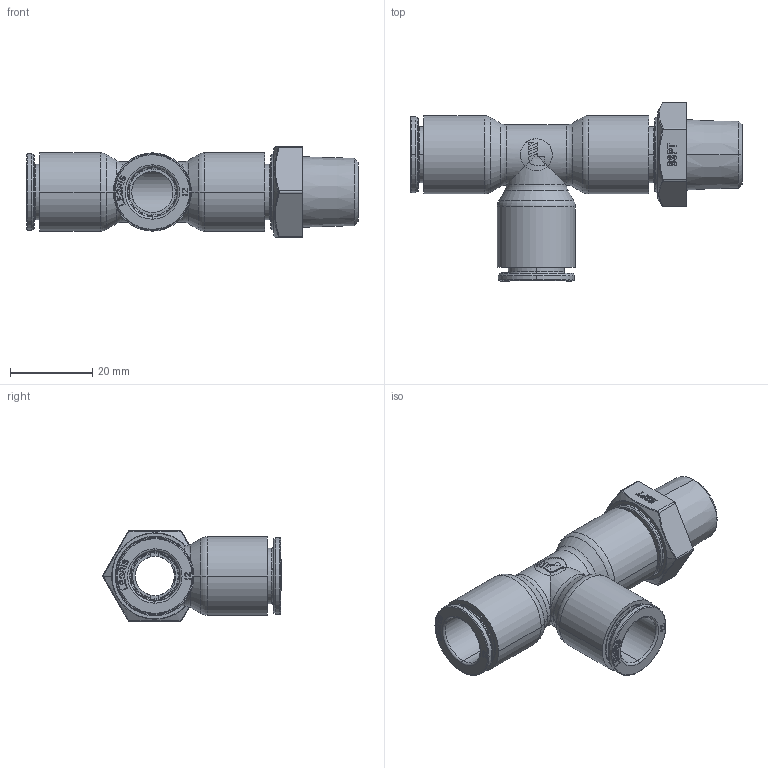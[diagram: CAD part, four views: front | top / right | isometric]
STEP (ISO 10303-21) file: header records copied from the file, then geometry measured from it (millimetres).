
FILE_DESCRIPTION(('STEP AP214'),'1');
FILE_NAME('6873_12_17.stp','2016-07-07T14:46:26',('TraceParts'),('TraceParts S.A.'),'Spatial InterOp 3D',' ',' ');
FILE_SCHEMA(('automotive_design'));
Length unit declared in the file: millimetre
Products named in the file (17): 6873 12 17|44112-19_ASM_1762#44112-19_ASM|44112-21_ASM_1760#44112-21_ASM|44112-32_1757#44112-32;Solide1; 6873 12 17|44112-19_ASM_1762#44112-19_ASM|44112-21_ASM_1760#44112-21_ASM|44112-30_1758#44112-30;Solide1; 6873 12 17|44112-19_ASM_1762#44112-19_ASM|44112-21_ASM_1760#44112-21_ASM|44112_1759#44112;Solide1; 6873 12 17|44112-19_ASM_1762#44112-19_ASM|44112-40_1761#44112-40;Solide1; 6873 12 17|44112-19_ASM_1764#44112-19_ASM|44112-21_ASM_1760#44112-21_ASM|44112-32_1757#44112-32;Solide1; 6873 12 17|44112-19_ASM_1764#44112-19_ASM|44112-21_ASM_1760#44112-21_ASM|44112-30_1758#44112-30;Solide1; 6873 12 17|44112-19_ASM_1764#44112-19_ASM|44112-21_ASM_1760#44112-21_ASM|44112_1759#44112;Solide1; 6873 12 17|44112-19_ASM_1764#44112-19_ASM|44112-40_1761#44112-40;Solide1; 6873 12 17|44112-19_ASM_1766#44112-19_ASM|44112-21_ASM_1760#44112-21_ASM|44112-32_1757#44112-32;Solide1; 6873 12 17|44112-19_ASM_1766#44112-19_ASM|44112-21_ASM_1760#44112-21_ASM|44112-30_1758#44112-30;Solide1; 6873 12 17|44112-19_ASM_1766#44112-19_ASM|44112-21_ASM_1760#44112-21_ASM|44112_1759#44112;Solide1; 6873 12 17|44112-19_ASM_1766#44112-19_ASM|44112-40_1761#44112-40;Solide1; 6873 12 17|44522-04_1755#44522-04;Solide1; 6873 12 17|44112-11-10-ASM_1756#44112-11-10-ASM;Solide1; 6873 12 17|44112-11-10-ASM_1763#44112-11-10-ASM;Solide1; 6873 12 17|44112-11-10-ASM_1765#44112-11-10-ASM;Solide1; 6873 12 17|44522-23_RAINRE_1767#44522-23_RAINRE;Solide1
Bounding box: 80.57 x 43.27 x 22 mm (x, y, z)
Volume: 14295.2 mm3; surface area: 22521.2 mm2
Topology: 17 solids, 17 shells, 2007 faces, 5122 edges, 3211 vertices
Faces by surface type: plane 754, cylinder 346, bspline 334, torus 287, cone 280, sphere 6
Entity records: 95434 total; most frequent: CARTESIAN_POINT 30678, ORIENTED_EDGE 10232, DIRECTION 10043, EDGE_CURVE 5116, AXIS2_PLACEMENT_3D 3655, VERTEX_POINT 3211, LINE 2733, VECTOR 2733
